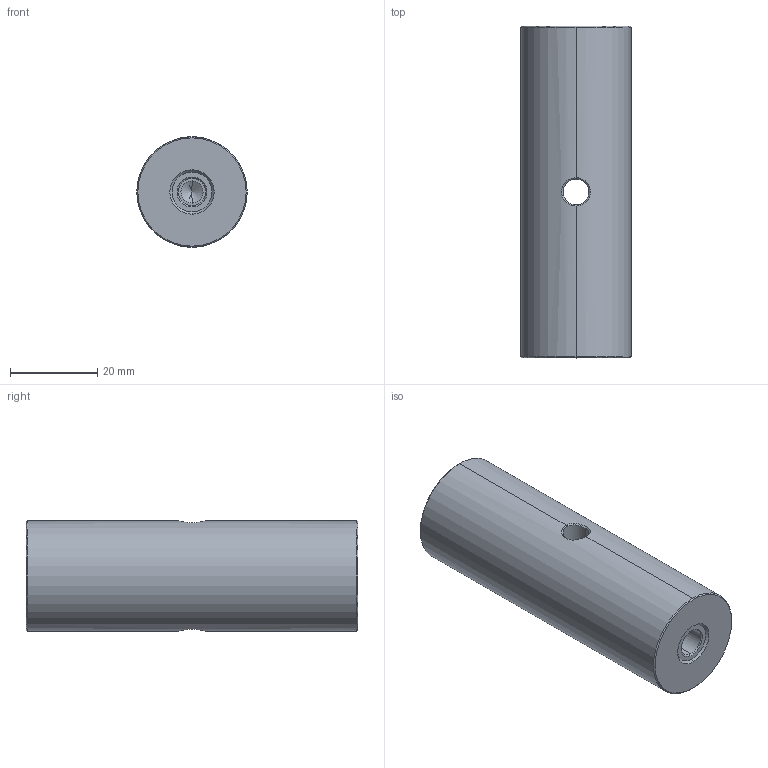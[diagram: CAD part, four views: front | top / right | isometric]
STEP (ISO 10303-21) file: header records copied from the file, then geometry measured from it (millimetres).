
FILE_DESCRIPTION (( 'STEP AP214' ), '1' );
FILE_NAME ('2837-E0W.STEP', '2014-06-13T13:15:01', ( '' ), ( '' ), 'SwSTEP 2.0', 'SolidWorks 2012', '' );
FILE_SCHEMA (( 'AUTOMOTIVE_DESIGN' ));
Length unit declared in the file: inch
Products named in the file (1): 2837-E0W
Bounding box: 25.37 x 76.2 x 25.37 mm (x, y, z)
Volume: 36958.2 mm3; surface area: 7988.6 mm2
Topology: 1 solids, 1 shells, 38 faces, 86 edges, 50 vertices
Faces by surface type: cone 16, cylinder 12, plane 6, bspline 4
Entity records: 1876 total; most frequent: CARTESIAN_POINT 523, DIRECTION 172, ORIENTED_EDGE 164, EDGE_CURVE 82, AXIS2_PLACEMENT_3D 71, VERTEX_POINT 50, EDGE_LOOP 44, UNCERTAINTY_MEASURE_WITH_UNIT 41
